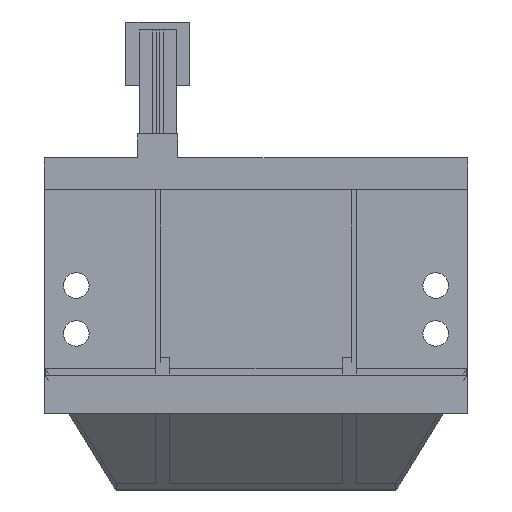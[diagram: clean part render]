
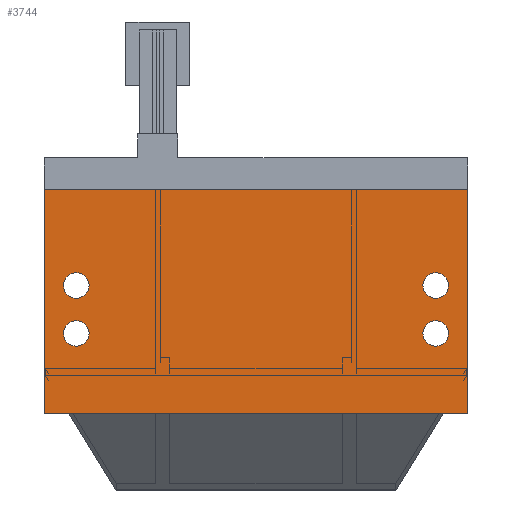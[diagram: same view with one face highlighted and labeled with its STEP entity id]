
A CAD part, front view. The second image highlights one B-rep face of the part: STEP entity #3744.
In plain terms, the highlighted planar face has unit normal (0, -1, 0).
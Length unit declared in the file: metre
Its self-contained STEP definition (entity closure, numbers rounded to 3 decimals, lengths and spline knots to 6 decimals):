
#45=CIRCLE('',#3972,0.016052);
#46=CIRCLE('',#3974,0.016052);
#47=CIRCLE('',#3976,0.016052);
#48=CIRCLE('',#3979,0.016052);
#347=ORIENTED_EDGE('',*,*,#1340,.F.);
#348=ORIENTED_EDGE('',*,*,#1328,.T.);
#349=ORIENTED_EDGE('',*,*,#1332,.T.);
#350=ORIENTED_EDGE('',*,*,#1338,.F.);
#351=ORIENTED_EDGE('',*,*,#1335,.F.);
#352=ORIENTED_EDGE('',*,*,#1334,.F.);
#353=ORIENTED_EDGE('',*,*,#1333,.F.);
#354=ORIENTED_EDGE('',*,*,#1339,.F.);
#1328=EDGE_CURVE('',#1828,#1827,#2186,.T.);
#1332=EDGE_CURVE('',#1827,#1830,#2190,.T.);
#1333=EDGE_CURVE('',#1831,#1831,#45,.T.);
#1334=EDGE_CURVE('',#1832,#1832,#46,.T.);
#1335=EDGE_CURVE('',#1833,#1833,#47,.T.);
#1338=EDGE_CURVE('',#1835,#1830,#2193,.T.);
#1339=EDGE_CURVE('',#1836,#1836,#48,.T.);
#1340=EDGE_CURVE('',#1828,#1835,#2194,.T.);
#1827=VERTEX_POINT('',#5432);
#1828=VERTEX_POINT('',#5434);
#1830=VERTEX_POINT('',#5440);
#1831=VERTEX_POINT('',#5444);
#1832=VERTEX_POINT('',#5447);
#1833=VERTEX_POINT('',#5450);
#1835=VERTEX_POINT('',#5455);
#1836=VERTEX_POINT('',#5459);
#2186=LINE('',#5433,#2638);
#2190=LINE('',#5441,#2642);
#2193=LINE('',#5456,#2645);
#2194=LINE('',#5461,#2646);
#2638=VECTOR('',#4406,1.);
#2642=VECTOR('',#4412,1.);
#2645=VECTOR('',#4429,1.);
#2646=VECTOR('',#4436,1.);
#3044=EDGE_LOOP('',(#347,#348,#349,#350));
#3045=EDGE_LOOP('',(#351));
#3046=EDGE_LOOP('',(#352));
#3047=EDGE_LOOP('',(#353));
#3048=EDGE_LOOP('',(#354));
#3336=FACE_BOUND('',#3044,.T.);
#3337=FACE_BOUND('',#3045,.T.);
#3338=FACE_BOUND('',#3046,.T.);
#3339=FACE_BOUND('',#3047,.T.);
#3340=FACE_BOUND('',#3048,.T.);
#3593=PLANE('',#3980);
#3744=ADVANCED_FACE('',(#3336,#3337,#3338,#3339,#3340),#3593,.T.);
#3972=AXIS2_PLACEMENT_3D('',#5443,#4415,#4416);
#3974=AXIS2_PLACEMENT_3D('',#5446,#4419,#4420);
#3976=AXIS2_PLACEMENT_3D('',#5449,#4423,#4424);
#3979=AXIS2_PLACEMENT_3D('',#5458,#4432,#4433);
#3980=AXIS2_PLACEMENT_3D('',#5460,#4434,#4435);
#4406=DIRECTION('',(0.,0.,-1.));
#4412=DIRECTION('',(1.,0.,0.));
#4415=DIRECTION('',(0.,-1.,0.));
#4416=DIRECTION('',(0.,0.,-1.));
#4419=DIRECTION('',(0.,-1.,0.));
#4420=DIRECTION('',(0.,0.,-1.));
#4423=DIRECTION('',(0.,-1.,0.));
#4424=DIRECTION('',(0.,0.,-1.));
#4429=DIRECTION('',(0.,0.,-1.));
#4432=DIRECTION('',(0.,-1.,0.));
#4433=DIRECTION('',(0.,0.,-1.));
#4434=DIRECTION('',(0.,-1.,0.));
#4435=DIRECTION('',(1.,0.,0.));
#4436=DIRECTION('',(1.,0.,0.));
#5432=CARTESIAN_POINT('',(-0.265,-5.444,-0.112));
#5433=CARTESIAN_POINT('',(-0.265,-5.444,0.028));
#5434=CARTESIAN_POINT('',(-0.265,-5.444,0.168));
#5440=CARTESIAN_POINT('',(0.265,-5.444,-0.112));
#5441=CARTESIAN_POINT('',(0.,-5.444,-0.112));
#5443=CARTESIAN_POINT('',(0.225,-5.444,0.048));
#5444=CARTESIAN_POINT('',(0.225,-5.444,0.031949));
#5446=CARTESIAN_POINT('',(-0.225,-5.444,-0.012));
#5447=CARTESIAN_POINT('',(-0.225,-5.444,-0.028052));
#5449=CARTESIAN_POINT('',(-0.225,-5.444,0.048));
#5450=CARTESIAN_POINT('',(-0.225,-5.444,0.031949));
#5455=CARTESIAN_POINT('',(0.265,-5.444,0.168));
#5456=CARTESIAN_POINT('',(0.265,-5.444,0.028));
#5458=CARTESIAN_POINT('',(0.225,-5.444,-0.012));
#5459=CARTESIAN_POINT('',(0.225,-5.444,-0.028052));
#5460=CARTESIAN_POINT('',(0.,-5.444,0.063));
#5461=CARTESIAN_POINT('',(0.,-5.444,0.168));
